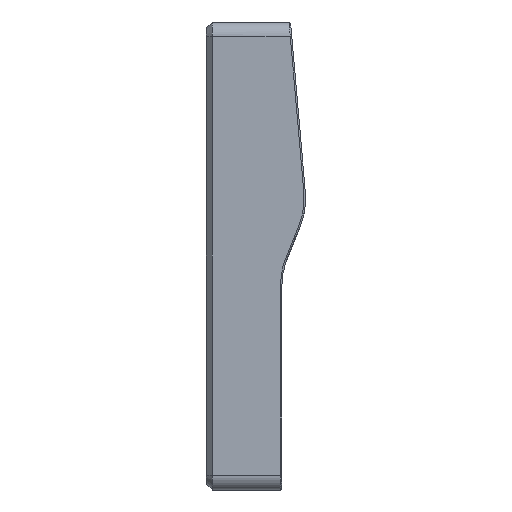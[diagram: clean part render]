
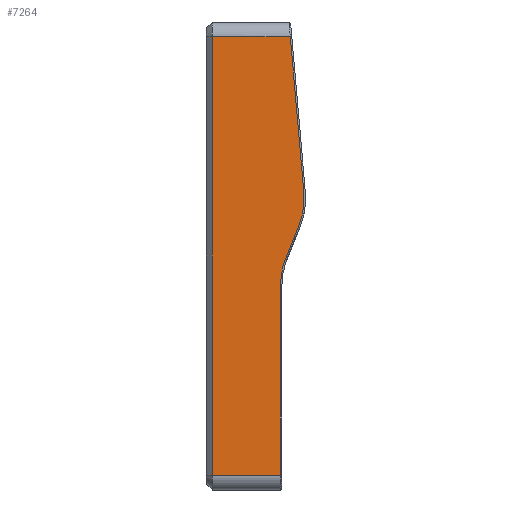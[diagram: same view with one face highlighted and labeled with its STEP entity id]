
A CAD part, left-side view. The second image highlights one B-rep face of the part: STEP entity #7264.
In plain terms, the highlighted planar face has unit normal (-1, 0, 0).
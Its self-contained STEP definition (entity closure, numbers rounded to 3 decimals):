
#121=PLANE('',#7744);
#512=FACE_OUTER_BOUND('',#930,.T.);
#930=EDGE_LOOP('',(#6445,#6446,#6447,#6448,#6449,#6450,#6451));
#1663=B_SPLINE_CURVE_WITH_KNOTS('',3,(#29968,#29969,#29970,#29971,#29972,
#29973,#29974),.UNSPECIFIED.,.F.,.F.,(4,1,1,1,4),(-1.,-0.714,
-0.429,-0.286,0.),
 .UNSPECIFIED.);
#1669=B_SPLINE_CURVE_WITH_KNOTS('',3,(#30101,#30102,#30103,#30104),
 .UNSPECIFIED.,.F.,.F.,(4,4),(1.562,1.571),
 .UNSPECIFIED.);
#2003=LINE('',#29935,#2405);
#2007=LINE('',#29986,#2409);
#2044=LINE('',#30336,#2446);
#2045=LINE('',#30338,#2447);
#2046=LINE('',#30339,#2448);
#2405=VECTOR('',#8923,10.);
#2409=VECTOR('',#8929,10.);
#2446=VECTOR('',#9026,10.);
#2447=VECTOR('',#9027,10.);
#2448=VECTOR('',#9028,10.);
#3156=VERTEX_POINT('',#29927);
#3158=VERTEX_POINT('',#29933);
#3160=VERTEX_POINT('',#29966);
#3162=VERTEX_POINT('',#29984);
#3170=VERTEX_POINT('',#30030);
#3199=VERTEX_POINT('',#30335);
#3200=VERTEX_POINT('',#30337);
#4229=EDGE_CURVE('',#3158,#3156,#2003,.T.);
#4232=EDGE_CURVE('',#3160,#3158,#1663,.T.);
#4235=EDGE_CURVE('',#3162,#3160,#2007,.T.);
#4258=EDGE_CURVE('',#3170,#3162,#1669,.T.);
#4296=EDGE_CURVE('',#3199,#3170,#2044,.T.);
#4297=EDGE_CURVE('',#3200,#3199,#2045,.T.);
#4298=EDGE_CURVE('',#3156,#3200,#2046,.T.);
#6445=ORIENTED_EDGE('',*,*,#4229,.F.);
#6446=ORIENTED_EDGE('',*,*,#4232,.F.);
#6447=ORIENTED_EDGE('',*,*,#4235,.F.);
#6448=ORIENTED_EDGE('',*,*,#4258,.F.);
#6449=ORIENTED_EDGE('',*,*,#4296,.F.);
#6450=ORIENTED_EDGE('',*,*,#4297,.F.);
#6451=ORIENTED_EDGE('',*,*,#4298,.F.);
#7264=ADVANCED_FACE('',(#512),#121,.T.);
#7744=AXIS2_PLACEMENT_3D('',#30334,#9024,#9025);
#8923=DIRECTION('',(0.,0.,-1.));
#8929=DIRECTION('',(0.,-0.087,-0.996));
#9024=DIRECTION('center_axis',(-1.,0.,0.));
#9025=DIRECTION('ref_axis',(0.,0.,1.));
#9026=DIRECTION('',(0.,-1.,0.));
#9027=DIRECTION('',(0.,0.,1.));
#9028=DIRECTION('',(0.,1.,0.));
#29927=CARTESIAN_POINT('',(-105.132,-2.88,-44.579));
#29933=CARTESIAN_POINT('',(-105.132,-2.88,-6.));
#29935=CARTESIAN_POINT('',(-105.132,-2.88,-47.579));
#29966=CARTESIAN_POINT('',(-105.132,-7.63,12.503));
#29968=CARTESIAN_POINT('Ctrl Pts',(-105.132,-7.63,12.503));
#29969=CARTESIAN_POINT('Ctrl Pts',(-105.132,-7.797,10.598));
#29970=CARTESIAN_POINT('Ctrl Pts',(-105.132,-7.25,7.013));
#29971=CARTESIAN_POINT('Ctrl Pts',(-105.132,-5.279,2.773));
#29972=CARTESIAN_POINT('Ctrl Pts',(-105.132,-3.485,-1.505));
#29973=CARTESIAN_POINT('Ctrl Pts',(-105.132,-2.88,-4.167));
#29974=CARTESIAN_POINT('Ctrl Pts',(-105.132,-2.88,-6.));
#29984=CARTESIAN_POINT('',(-105.132,-4.864,44.124));
#29986=CARTESIAN_POINT('',(-105.132,-12.819,-46.811));
#30030=CARTESIAN_POINT('',(-105.132,-4.861,44.15));
#30101=CARTESIAN_POINT('Ctrl Pts',(-105.132,-4.861,44.15));
#30102=CARTESIAN_POINT('Ctrl Pts',(-105.132,-4.862,44.142));
#30103=CARTESIAN_POINT('Ctrl Pts',(-105.132,-4.863,44.133));
#30104=CARTESIAN_POINT('Ctrl Pts',(-105.132,-4.864,44.124));
#30334=CARTESIAN_POINT('Origin',(-105.132,5.1,-47.579));
#30335=CARTESIAN_POINT('',(-105.132,10.9,44.15));
#30336=CARTESIAN_POINT('',(-105.132,5.1,44.15));
#30337=CARTESIAN_POINT('',(-105.132,10.9,-44.579));
#30338=CARTESIAN_POINT('',(-105.132,10.9,-23.897));
#30339=CARTESIAN_POINT('',(-105.132,5.1,-44.579));
